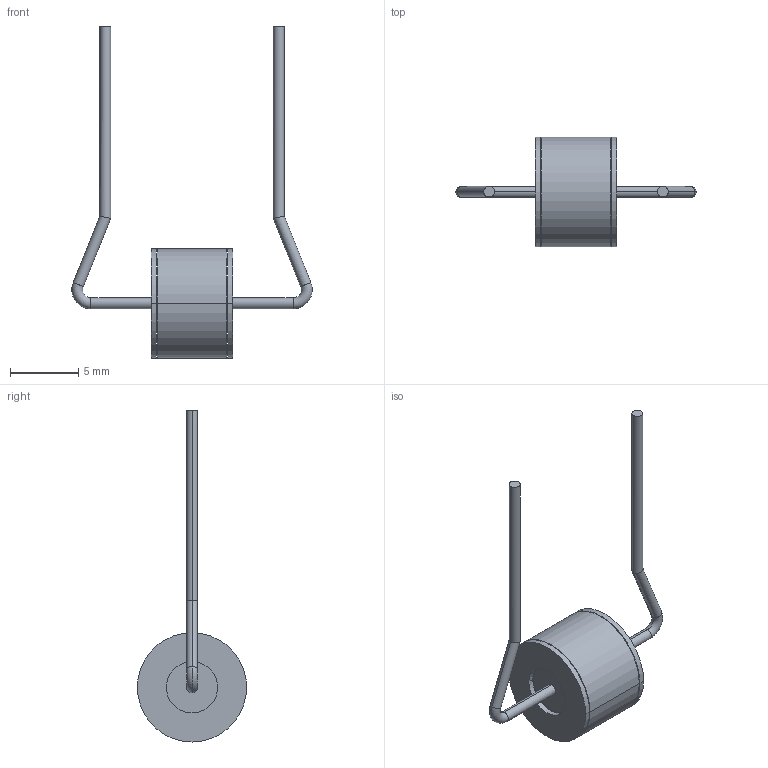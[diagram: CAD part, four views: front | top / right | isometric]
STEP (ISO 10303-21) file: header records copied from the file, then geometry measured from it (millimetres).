
FILE_DESCRIPTION((''),'2;1');
FILE_NAME('2027-XX-B19','2012-08-03T',('ryans'),('Bourns, Inc.'),'PRO/ENGINEER BY PARAMETRIC TECHNOLOGY CORPORATION, 2010100','PRO/ENGINEER BY PARAMETRIC TECHNOLOGY CORPORATION, 2010100','');
FILE_SCHEMA(('CONFIG_CONTROL_DESIGN'));
Length unit declared in the file: millimetre
Products named in the file (1): 2027-XX-B19
Bounding box: 17.6 x 8 x 24.3 mm (x, y, z)
Volume: 312.9 mm3; surface area: 547.8 mm2
Topology: 3 solids, 3 shells, 40 faces, 82 edges, 52 vertices
Faces by surface type: cylinder 26, plane 10, torus 4
Entity records: 1172 total; most frequent: CARTESIAN_POINT 250, DIRECTION 202, ORIENTED_EDGE 164, AXIS2_PLACEMENT_3D 88, EDGE_CURVE 82, VERTEX_POINT 52, EDGE_LOOP 48, CIRCLE 48
